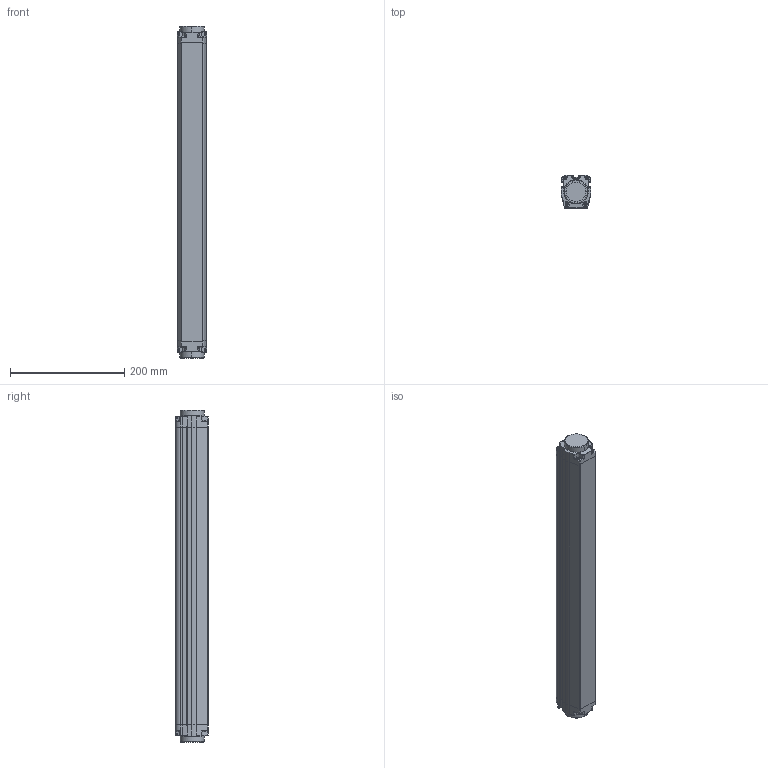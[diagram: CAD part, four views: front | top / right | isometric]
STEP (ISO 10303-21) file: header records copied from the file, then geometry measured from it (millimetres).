
FILE_DESCRIPTION((''),'2;1');
FILE_NAME('204807_ASM','2018-02-21T',('pdmadmin'),('BANNER ENGINEERING'),'CREO PARAMETRIC BY PTC INC, 2016260','CREO PARAMETRIC BY PTC INC, 2016260','');
FILE_SCHEMA(('CONFIG_CONTROL_DESIGN'));
Products named in the file (5): DATALOGIC_HOUSING_2_500; SGSB_COVER; M3X5_HEX_BHCS; 803237_ASM; 204807_ASM
Assembly tree (12 placements, depth 3):
  204807_ASM
    803237_ASM
      DATALOGIC_HOUSING_2_500
      SGSB_COVER  x2
      M3X5_HEX_BHCS  x8
Bounding box: 52 x 57 x 580.5 mm (x, y, z)
Volume: 339169 mm3; surface area: 264771.2 mm2
Topology: 11 solids, 11 shells, 799 faces, 1951 edges, 1180 vertices
Faces by surface type: cylinder 258, plane 256, bspline 142, torus 64, extrusion 35, sphere 24, cone 20
Entity records: 16118 total; most frequent: CARTESIAN_POINT 7014, ORIENTED_EDGE 1980, DIRECTION 1730, EDGE_CURVE 990, AXIS2_PLACEMENT_3D 614, VERTEX_POINT 603, VECTOR 502, LINE 473
